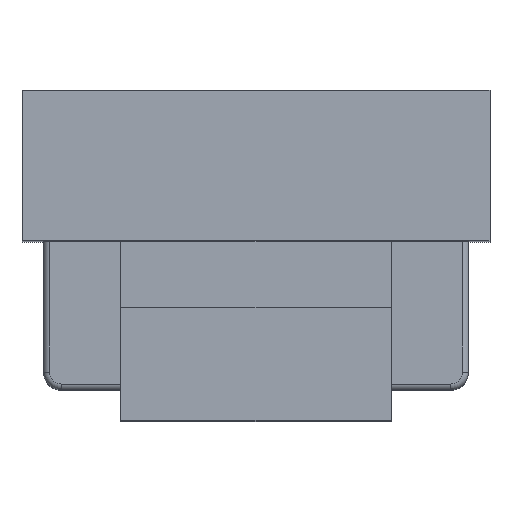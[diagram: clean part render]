
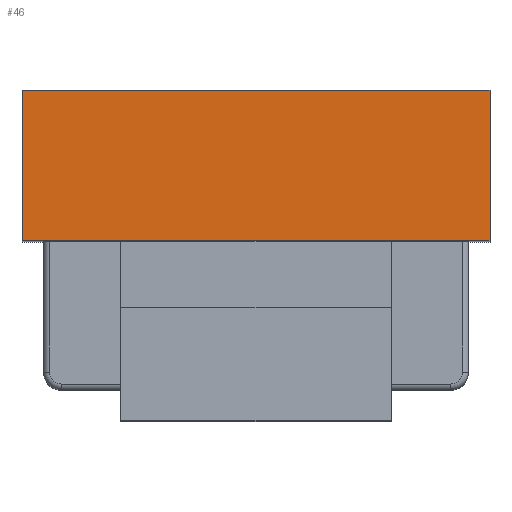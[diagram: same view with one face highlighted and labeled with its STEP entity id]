
A CAD part, top view. The second image highlights one B-rep face of the part: STEP entity #46.
In plain terms, the highlighted planar face has unit normal (0, 0, 1).
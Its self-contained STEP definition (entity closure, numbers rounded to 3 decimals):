
#9 = DIRECTION ( 'NONE',  ( 0., 0., 1. ) ) ;
#40 = FACE_OUTER_BOUND ( 'NONE', #1153, .T. ) ;
#44 = VERTEX_POINT ( 'NONE', #1265 ) ;
#46 = ADVANCED_FACE ( 'NONE', ( #40 ), #1482, .T. ) ;
#80 = ORIENTED_EDGE ( 'NONE', *, *, #959, .F. ) ;
#103 = LINE ( 'NONE', #1618, #1206 ) ;
#115 = VERTEX_POINT ( 'NONE', #1154 ) ;
#162 = ORIENTED_EDGE ( 'NONE', *, *, #555, .F. ) ;
#354 = EDGE_CURVE ( 'NONE', #365, #1454, #1035, .T. ) ;
#365 = VERTEX_POINT ( 'NONE', #1728 ) ;
#555 = EDGE_CURVE ( 'NONE', #115, #44, #618, .T. ) ;
#584 = VECTOR ( 'NONE', #1341, 1000. ) ;
#618 = LINE ( 'NONE', #918, #584 ) ;
#643 = EDGE_CURVE ( 'NONE', #365, #44, #662, .T. ) ;
#662 = LINE ( 'NONE', #1536, #1263 ) ;
#715 = CARTESIAN_POINT ( 'NONE',  ( -0.395, 0.293, 0.61 ) ) ;
#908 = DIRECTION ( 'NONE',  ( 0., 1., 0. ) ) ;
#918 = CARTESIAN_POINT ( 'NONE',  ( 0.395, 0.293, 0.61 ) ) ;
#948 = DIRECTION ( 'NONE',  ( 1., 0., 0. ) ) ;
#959 = EDGE_CURVE ( 'NONE', #1454, #115, #103, .T. ) ;
#1035 = LINE ( 'NONE', #1185, #1525 ) ;
#1099 = DIRECTION ( 'NONE',  ( 1., 0., 0. ) ) ;
#1153 = EDGE_LOOP ( 'NONE', ( #80, #1225, #1685, #162 ) ) ;
#1154 = CARTESIAN_POINT ( 'NONE',  ( 0.395, 0.547, 0.61 ) ) ;
#1185 = CARTESIAN_POINT ( 'NONE',  ( -0.395, 0.293, 0.61 ) ) ;
#1206 = VECTOR ( 'NONE', #1099, 1000. ) ;
#1225 = ORIENTED_EDGE ( 'NONE', *, *, #354, .F. ) ;
#1263 = VECTOR ( 'NONE', #948, 1000. ) ;
#1265 = CARTESIAN_POINT ( 'NONE',  ( 0.395, 0.293, 0.61 ) ) ;
#1341 = DIRECTION ( 'NONE',  ( 0., -1., 0. ) ) ;
#1454 = VERTEX_POINT ( 'NONE', #1471 ) ;
#1471 = CARTESIAN_POINT ( 'NONE',  ( -0.395, 0.547, 0.61 ) ) ;
#1482 = PLANE ( 'NONE',  #1770 ) ;
#1525 = VECTOR ( 'NONE', #908, 1000. ) ;
#1536 = CARTESIAN_POINT ( 'NONE',  ( -0.395, 0.293, 0.61 ) ) ;
#1618 = CARTESIAN_POINT ( 'NONE',  ( 0.229, 0.547, 0.61 ) ) ;
#1685 = ORIENTED_EDGE ( 'NONE', *, *, #643, .T. ) ;
#1686 = DIRECTION ( 'NONE',  ( 1., 0., 0. ) ) ;
#1728 = CARTESIAN_POINT ( 'NONE',  ( -0.395, 0.293, 0.61 ) ) ;
#1770 = AXIS2_PLACEMENT_3D ( 'NONE', #715, #9, #1686 ) ;
